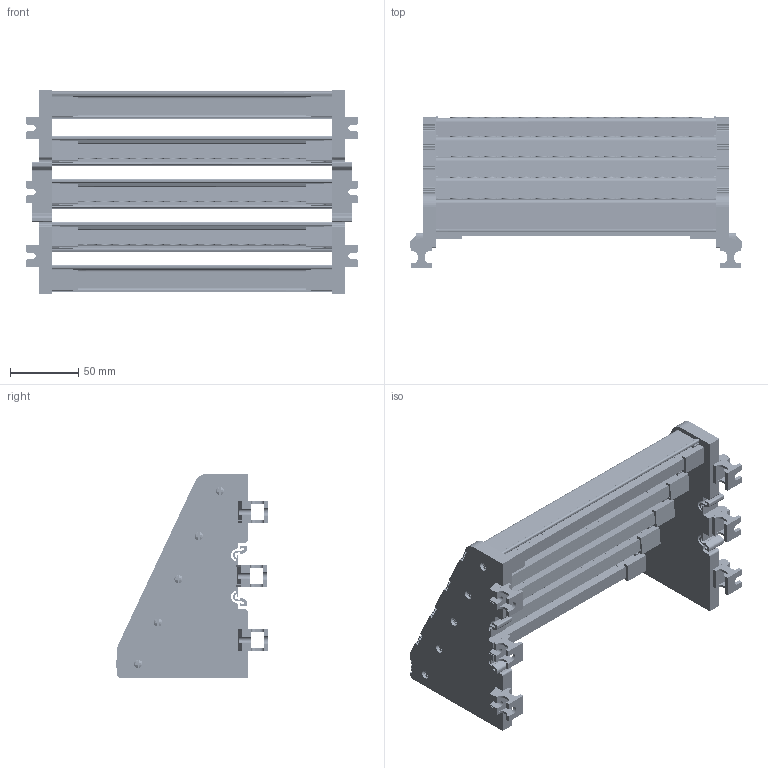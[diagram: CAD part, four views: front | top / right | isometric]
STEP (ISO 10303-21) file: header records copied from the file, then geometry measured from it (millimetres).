
FILE_DESCRIPTION (( 'STEP AP203' ), '1' );
FILE_NAME ('10x15 Beþ Kutuplu Daðýtýcý Ünite - 15 Delikli.STEP', '2020-05-12T13:30:21', ( '' ), ( '' ), 'SwSTEP 2.0', 'SolidWorks 2011', '' );
FILE_SCHEMA (( 'CONFIG_CONTROL_DESIGN' ));
Products named in the file (1): 10x15 Beþ Kutuplu Daðýtýcý Ünite - 15 Delikli
Bounding box: 243 x 111.66 x 150 mm (x, y, z)
Volume: 447040.1 mm3; surface area: 253129.1 mm2
Topology: 1 solids, 1 shells, 6171 faces, 16837 edges, 10885 vertices
Faces by surface type: plane 2944, cylinder 1582, bspline 1120, cone 525
Entity records: 268329 total; most frequent: CARTESIAN_POINT 128207, ORIENTED_EDGE 33672, DIRECTION 22325, EDGE_CURVE 16836, VERTEX_POINT 10885, LINE 8215, VECTOR 8215, AXIS2_PLACEMENT_3D 7055
